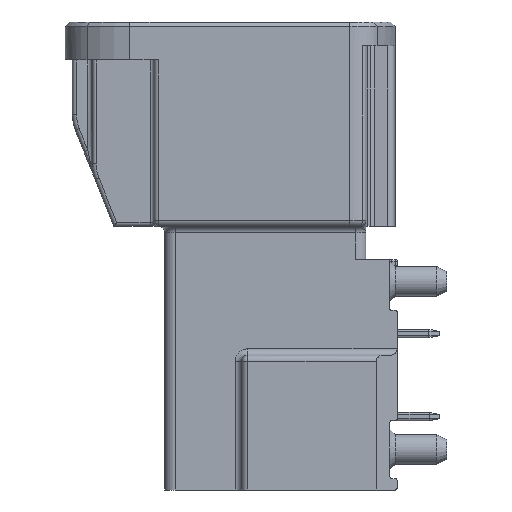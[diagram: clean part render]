
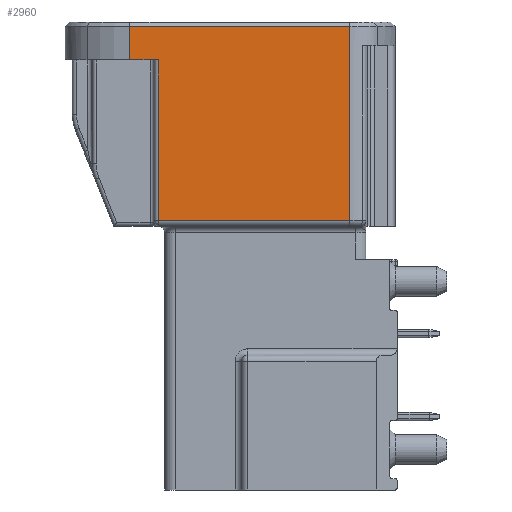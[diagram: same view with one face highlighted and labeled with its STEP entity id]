
A CAD part, left-side view. The second image highlights one B-rep face of the part: STEP entity #2960.
In plain terms, the highlighted planar face has unit normal (-1, 0, 0).
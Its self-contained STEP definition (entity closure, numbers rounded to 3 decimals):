
#2960=ADVANCED_FACE('',(#3692),#3478,.F.);
#3478=PLANE('',#10931);
#3692=FACE_OUTER_BOUND('',#4222,.T.);
#4222=EDGE_LOOP('',(#4984,#4985,#4986,#4987,#4988,#4989));
#4984=ORIENTED_EDGE('',*,*,#8293,.F.);
#4985=ORIENTED_EDGE('',*,*,#8294,.T.);
#4986=ORIENTED_EDGE('',*,*,#8295,.T.);
#4987=ORIENTED_EDGE('',*,*,#8296,.T.);
#4988=ORIENTED_EDGE('',*,*,#8297,.T.);
#4989=ORIENTED_EDGE('',*,*,#8290,.T.);
#7505=VERTEX_POINT('',#15078);
#7506=VERTEX_POINT('',#15080);
#7508=VERTEX_POINT('',#15086);
#7509=VERTEX_POINT('',#15088);
#7510=VERTEX_POINT('',#15090);
#7511=VERTEX_POINT('',#15092);
#8290=EDGE_CURVE('',#7506,#7505,#9479,.T.);
#8293=EDGE_CURVE('',#7508,#7505,#9481,.T.);
#8294=EDGE_CURVE('',#7508,#7509,#9482,.T.);
#8295=EDGE_CURVE('',#7509,#7510,#9483,.T.);
#8296=EDGE_CURVE('',#7510,#7511,#9484,.T.);
#8297=EDGE_CURVE('',#7511,#7506,#9485,.T.);
#9479=LINE('',#15079,#10235);
#9481=LINE('',#15085,#10237);
#9482=LINE('',#15087,#10238);
#9483=LINE('',#15089,#10239);
#9484=LINE('',#15091,#10240);
#9485=LINE('',#15093,#10241);
#10235=VECTOR('',#12100,1.);
#10237=VECTOR('',#12106,1.);
#10238=VECTOR('',#12107,1.);
#10239=VECTOR('',#12108,1.);
#10240=VECTOR('',#12109,1.);
#10241=VECTOR('',#12110,1.);
#10931=AXIS2_PLACEMENT_3D('',#15094,#12111,#12112);
#12100=DIRECTION('',(0.,0.,-1.));
#12106=DIRECTION('',(0.,1.,0.));
#12107=DIRECTION('',(0.,0.,-1.));
#12108=DIRECTION('',(0.,-1.,0.));
#12109=DIRECTION('',(0.,0.,1.));
#12110=DIRECTION('',(0.,1.,0.));
#12111=DIRECTION('',(1.,0.,0.));
#12112=DIRECTION('',(0.,0.,1.));
#15078=CARTESIAN_POINT('',(-61.441,21.796,3.895));
#15079=CARTESIAN_POINT('',(-61.441,21.796,5.725));
#15080=CARTESIAN_POINT('',(-61.441,21.796,5.525));
#15085=CARTESIAN_POINT('',(-61.441,20.605,3.895));
#15086=CARTESIAN_POINT('',(-61.441,20.405,3.895));
#15087=CARTESIAN_POINT('',(-61.441,20.405,5.725));
#15088=CARTESIAN_POINT('',(-61.441,20.405,-3.825));
#15089=CARTESIAN_POINT('',(-61.441,10.359,-3.825));
#15090=CARTESIAN_POINT('',(-61.441,11.186,-3.825));
#15091=CARTESIAN_POINT('',(-61.441,11.186,5.725));
#15092=CARTESIAN_POINT('',(-61.441,11.186,5.525));
#15093=CARTESIAN_POINT('',(-61.441,10.359,5.525));
#15094=CARTESIAN_POINT('',(-61.441,10.359,5.725));
